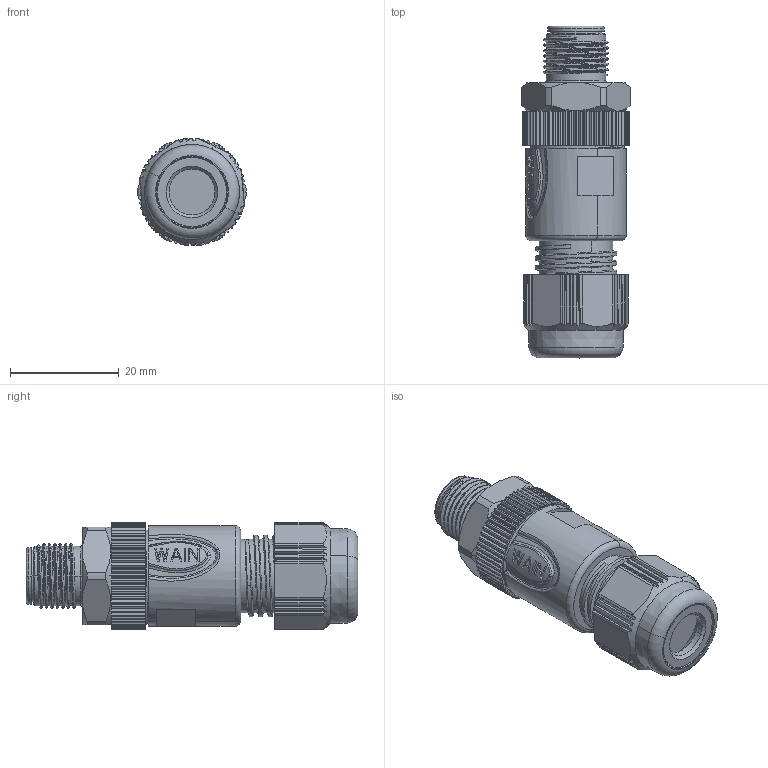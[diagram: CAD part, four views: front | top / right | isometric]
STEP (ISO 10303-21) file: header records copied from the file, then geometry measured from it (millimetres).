
FILE_DESCRIPTION((''),'2;1');
FILE_NAME('3D_1630084113202_M12S-M08A-T-D8','2023-12-27T',('13531'),(''),'PRO/ENGINEER BY PARAMETRIC TECHNOLOGY CORPORATION, 2012480','PRO/ENGINEER BY PARAMETRIC TECHNOLOGY CORPORATION, 2012480','');
FILE_SCHEMA(('CONFIG_CONTROL_DESIGN'));
Length unit declared in the file: millimetre
Products named in the file (1): 3D_1630084113202_M12S-M08A-T-D8
Bounding box: 20 x 61 x 19.8 mm (x, y, z)
Volume: 12677.6 mm3; surface area: 7170.1 mm2
Topology: 1 solids, 2 shells, 886 faces, 2465 edges, 1588 vertices
Faces by surface type: plane 360, cylinder 236, cone 102, extrusion 88, bspline 53, sphere 32, torus 15
Entity records: 39166 total; most frequent: CARTESIAN_POINT 17281, ORIENTED_EDGE 4842, DIRECTION 4127, EDGE_CURVE 2421, VERTEX_POINT 1588, AXIS2_PLACEMENT_3D 1424, VECTOR 1279, LINE 1191
